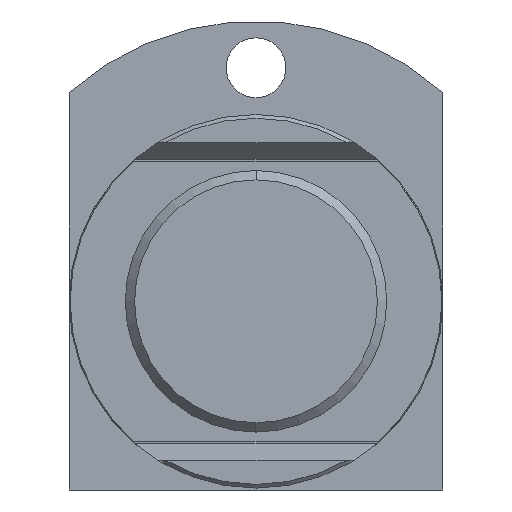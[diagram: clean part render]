
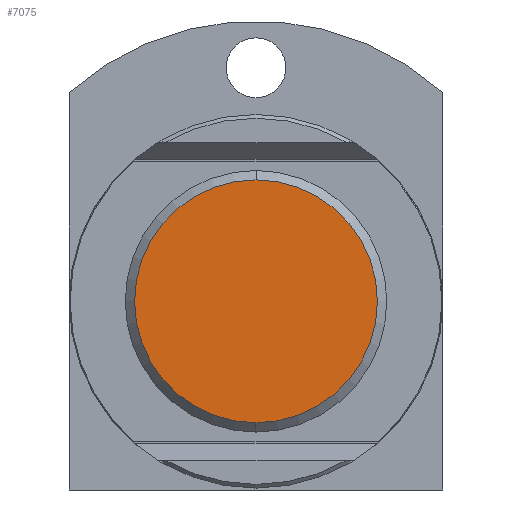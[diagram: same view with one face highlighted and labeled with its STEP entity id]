
A CAD part, front view. The second image highlights one B-rep face of the part: STEP entity #7075.
In plain terms, the highlighted planar face has unit normal (0, -1, 0).
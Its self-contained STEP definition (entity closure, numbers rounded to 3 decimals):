
#181 = EDGE_LOOP ( 'NONE', ( #9644, #7192 ) ) ;
#895 = EDGE_CURVE ( 'Defeature ausgef�hrt2_30+Defeature ausgef�hrt2_31+Defeature ausgef�hrt2_31+Defeature ausgef�hrt2_31', #9187, #3731, #6209, .T. ) ;
#2106 = DIRECTION ( 'NONE',  ( 1., 0., 0. ) ) ;
#2107 = CARTESIAN_POINT ( 'NONE',  ( 0., -29., 6.5 ) ) ;
#2192 = CARTESIAN_POINT ( 'NONE',  ( 0., -29., 0. ) ) ;
#2316 = AXIS2_PLACEMENT_3D ( 'NONE', #2192, #9811, #9123 ) ;
#2610 = DIRECTION ( 'NONE',  ( 0., -1., 0. ) ) ;
#3054 = AXIS2_PLACEMENT_3D ( 'NONE', #7438, #5893, #2106 ) ;
#3533 = PLANE ( 'NONE',  #3054 ) ;
#3731 = VERTEX_POINT ( 'NONE', #2107 ) ;
#4865 = CARTESIAN_POINT ( 'NONE',  ( 0., -29., 0. ) ) ;
#5893 = DIRECTION ( 'NONE',  ( 0., 1., 0. ) ) ;
#5917 = EDGE_CURVE ( 'Defeature ausgef�hrt2_30+Defeature ausgef�hrt2_31+Defeature ausgef�hrt2_31+Defeature ausgef�hrt2_31', #3731, #9187, #7338, .T. ) ;
#6209 = CIRCLE ( 'NONE', #2316, 6.5 ) ;
#6474 = FACE_OUTER_BOUND ( 'NONE', #181, .T. ) ;
#7075 = ADVANCED_FACE ( 'Defeature ausgef�hrt2_30', ( #6474 ), #3533, .F. ) ;
#7161 = DIRECTION ( 'NONE',  ( 0., 0., -1. ) ) ;
#7192 = ORIENTED_EDGE ( 'NONE', *, *, #5917, .T. ) ;
#7338 = CIRCLE ( 'NONE', #8260, 6.5 ) ;
#7438 = CARTESIAN_POINT ( 'NONE',  ( 0., -29., -7. ) ) ;
#7664 = CARTESIAN_POINT ( 'NONE',  ( 0., -29., -6.5 ) ) ;
#8260 = AXIS2_PLACEMENT_3D ( 'NONE', #4865, #2610, #7161 ) ;
#9123 = DIRECTION ( 'NONE',  ( 0., 0., -1. ) ) ;
#9187 = VERTEX_POINT ( 'NONE', #7664 ) ;
#9644 = ORIENTED_EDGE ( 'NONE', *, *, #895, .T. ) ;
#9811 = DIRECTION ( 'NONE',  ( 0., -1., 0. ) ) ;
